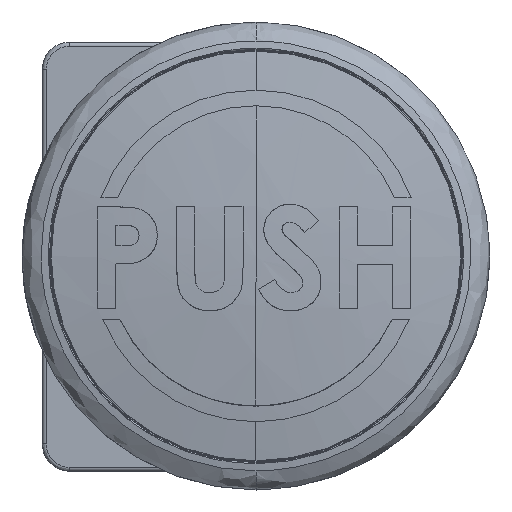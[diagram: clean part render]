
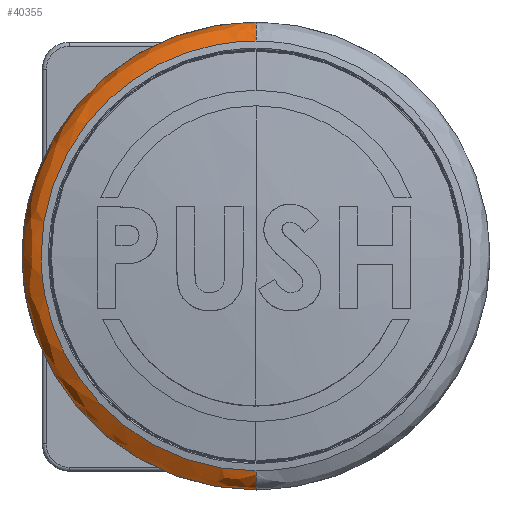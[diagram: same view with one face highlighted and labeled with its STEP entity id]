
A CAD part, top view. The second image highlights one B-rep face of the part: STEP entity #40355.
In plain terms, the highlighted free-form (B-spline) face has degree [3, 3] with [4, 4] control points.
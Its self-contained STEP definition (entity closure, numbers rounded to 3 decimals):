
#114 = CIRCLE ( 'NONE', #58937, 3. ) ;
#984 = CARTESIAN_POINT ( 'NONE',  ( -27.545, 0., 60.475 ) ) ;
#1961 = CARTESIAN_POINT ( 'NONE',  ( -55.091, -27.545, 60.475 ) ) ;
#2165 =( BOUNDED_CURVE ( )  B_SPLINE_CURVE ( 3, ( #10950, #4890, #51624, #17070 ),
 .UNSPECIFIED., .F., .F. ) 
 B_SPLINE_CURVE_WITH_KNOTS ( ( 4, 4 ),
 ( 0., 1. ),
 .UNSPECIFIED. ) 
 CURVE ( )  GEOMETRIC_REPRESENTATION_ITEM ( )  RATIONAL_B_SPLINE_CURVE ( ( 1., 0.805, 0.805, 1. ) ) 
 REPRESENTATION_ITEM ( '' )  );
#2683 =( BOUNDED_CURVE ( )  B_SPLINE_CURVE ( 3, ( #984, #36812, #48023, #13061 ),
 .UNSPECIFIED., .F., .F. ) 
 B_SPLINE_CURVE_WITH_KNOTS ( ( 4, 4 ),
 ( 0., 1. ),
 .UNSPECIFIED. ) 
 CURVE ( )  GEOMETRIC_REPRESENTATION_ITEM ( )  RATIONAL_B_SPLINE_CURVE ( ( 1., 0.805, 0.805, 1. ) ) 
 REPRESENTATION_ITEM ( '' )  );
#4057 = DIRECTION ( 'NONE',  ( -1., 0., 0. ) ) ;
#4076 = FACE_OUTER_BOUND ( 'NONE', #9408, .T. ) ;
#4890 = CARTESIAN_POINT ( 'NONE',  ( -16.136, -27.545, 60.475 ) ) ;
#5051 = VERTEX_POINT ( 'NONE', #37939 ) ;
#6692 = VERTEX_POINT ( 'NONE', #29582 ) ;
#7785 = CARTESIAN_POINT ( 'NONE',  ( -60., 30., 57.525 ) ) ;
#8055 = CARTESIAN_POINT ( 'NONE',  ( 0., 27.545, 60.475 ) ) ;
#9408 = EDGE_LOOP ( 'NONE', ( #38847, #31684, #35847, #64773, #66904, #27088 ) ) ;
#10950 = CARTESIAN_POINT ( 'NONE',  ( 0., -27.545, 60.475 ) ) ;
#13061 = CARTESIAN_POINT ( 'NONE',  ( 0., 27.545, 60.475 ) ) ;
#13820 = CARTESIAN_POINT ( 'NONE',  ( 0., -30., 59.037 ) ) ;
#17070 = CARTESIAN_POINT ( 'NONE',  ( -27.545, 0., 60.475 ) ) ;
#19958 = CARTESIAN_POINT ( 'NONE',  ( -60., 30., 59.037 ) ) ;
#20638 = CARTESIAN_POINT ( 'NONE',  ( 0., -27.545, 60.475 ) ) ;
#23168 = DIRECTION ( 'NONE',  ( -1., 0., 0. ) ) ;
#25909 = CARTESIAN_POINT ( 'NONE',  ( 0., -29.033, 60.2 ) ) ;
#27088 = ORIENTED_EDGE ( 'NONE', *, *, #47219, .F. ) ;
#28408 = CARTESIAN_POINT ( 'NONE',  ( 0., 27., 57.525 ) ) ;
#29582 = CARTESIAN_POINT ( 'NONE',  ( 0., 30., 57.525 ) ) ;
#31144 = CARTESIAN_POINT ( 'NONE',  ( 0., 0., 57.525 ) ) ;
#31684 = ORIENTED_EDGE ( 'NONE', *, *, #46255, .T. ) ;
#31894 = CARTESIAN_POINT ( 'NONE',  ( -58.065, 29.033, 60.2 ) ) ;
#34374 = DIRECTION ( 'NONE',  ( 0., 1., 0. ) ) ;
#35847 = ORIENTED_EDGE ( 'NONE', *, *, #46785, .T. ) ;
#36812 = CARTESIAN_POINT ( 'NONE',  ( -27.545, 16.136, 60.475 ) ) ;
#37026 = DIRECTION ( 'NONE',  ( -1., 0., 0. ) ) ;
#37745 = CARTESIAN_POINT ( 'NONE',  ( 0., -27.545, 60.475 ) ) ;
#37939 = CARTESIAN_POINT ( 'NONE',  ( 0., -30., 57.525 ) ) ;
#38847 = ORIENTED_EDGE ( 'NONE', *, *, #45201, .F. ) ;
#39746 = DIRECTION ( 'NONE',  ( 0., 0., -1. ) ) ;
#40355 = ADVANCED_FACE ( 'NONE', ( #4076 ), #68626, .T. ) ;
#43415 = CARTESIAN_POINT ( 'NONE',  ( -55.091, 27.545, 60.475 ) ) ;
#45034 = CIRCLE ( 'NONE', #61168, 30. ) ;
#45201 = EDGE_CURVE ( 'NONE', #5051, #70822, #64869, .T. ) ;
#46255 = EDGE_CURVE ( 'NONE', #5051, #58023, #49655, .T. ) ;
#46785 = EDGE_CURVE ( 'NONE', #58023, #58229, #2165, .T. ) ;
#46892 = EDGE_CURVE ( 'NONE', #58229, #67791, #2683, .T. ) ;
#47219 = EDGE_CURVE ( 'NONE', #70822, #6692, #45034, .T. ) ;
#47953 = EDGE_CURVE ( 'NONE', #6692, #67791, #114, .T. ) ;
#48023 = CARTESIAN_POINT ( 'NONE',  ( -16.136, 27.545, 60.475 ) ) ;
#48680 = CARTESIAN_POINT ( 'NONE',  ( 0., 30., 57.525 ) ) ;
#49655 = CIRCLE ( 'NONE', #65648, 3. ) ;
#51624 = CARTESIAN_POINT ( 'NONE',  ( -27.545, -16.136, 60.475 ) ) ;
#51721 = CARTESIAN_POINT ( 'NONE',  ( -27.545, 0., 60.475 ) ) ;
#53511 = CARTESIAN_POINT ( 'NONE',  ( -30., 0., 57.525 ) ) ;
#54018 = CARTESIAN_POINT ( 'NONE',  ( -60., -30., 57.525 ) ) ;
#54249 = CARTESIAN_POINT ( 'NONE',  ( -60., -30., 59.037 ) ) ;
#57221 = CARTESIAN_POINT ( 'NONE',  ( 0., -27., 57.525 ) ) ;
#58023 = VERTEX_POINT ( 'NONE', #20638 ) ;
#58229 = VERTEX_POINT ( 'NONE', #51721 ) ;
#58937 = AXIS2_PLACEMENT_3D ( 'NONE', #28408, #67348, #34374 ) ;
#59671 = CARTESIAN_POINT ( 'NONE',  ( 0., 30., 59.037 ) ) ;
#61168 = AXIS2_PLACEMENT_3D ( 'NONE', #72436, #39746, #4057 ) ;
#62553 = DIRECTION ( 'NONE',  ( 0., -1., 0. ) ) ;
#64773 = ORIENTED_EDGE ( 'NONE', *, *, #46892, .T. ) ;
#64869 = CIRCLE ( 'NONE', #70255, 30. ) ;
#64985 = CARTESIAN_POINT ( 'NONE',  ( -58.065, -29.033, 60.2 ) ) ;
#65648 = AXIS2_PLACEMENT_3D ( 'NONE', #57221, #23168, #62553 ) ;
#66904 = ORIENTED_EDGE ( 'NONE', *, *, #47953, .F. ) ;
#67348 = DIRECTION ( 'NONE',  ( 1., 0., 0. ) ) ;
#67791 = VERTEX_POINT ( 'NONE', #68522 ) ;
#68522 = CARTESIAN_POINT ( 'NONE',  ( 0., 27.545, 60.475 ) ) ;
#68626 =( BOUNDED_SURFACE ( )  B_SPLINE_SURFACE ( 3, 3, ( 
 ( #70262, #54018, #7785, #48680 ),
 ( #13820, #54249, #19958, #59671 ),
 ( #25909, #64985, #31894, #70494 ),
 ( #37745, #1961, #43415, #8055 ) ),
 .UNSPECIFIED., .F., .F., .T. ) 
 B_SPLINE_SURFACE_WITH_KNOTS ( ( 4, 4 ),
 ( 4, 4 ),
 ( 0., 1. ),
 ( 0., 1. ),
 .UNSPECIFIED. ) 
 GEOMETRIC_REPRESENTATION_ITEM ( )  RATIONAL_B_SPLINE_SURFACE ( (
 ( 1., 0.333, 0.333, 1.),
 ( 0.846, 0.282, 0.282, 0.846),
 ( 0.846, 0.282, 0.282, 0.846),
 ( 1., 0.333, 0.333, 1.) ) ) 
 REPRESENTATION_ITEM ( '' )  SURFACE ( )  );
#69796 = DIRECTION ( 'NONE',  ( 0., 0., -1. ) ) ;
#70255 = AXIS2_PLACEMENT_3D ( 'NONE', #31144, #69796, #37026 ) ;
#70262 = CARTESIAN_POINT ( 'NONE',  ( 0., -30., 57.525 ) ) ;
#70494 = CARTESIAN_POINT ( 'NONE',  ( 0., 29.033, 60.2 ) ) ;
#70822 = VERTEX_POINT ( 'NONE', #53511 ) ;
#72436 = CARTESIAN_POINT ( 'NONE',  ( 0., 0., 57.525 ) ) ;
